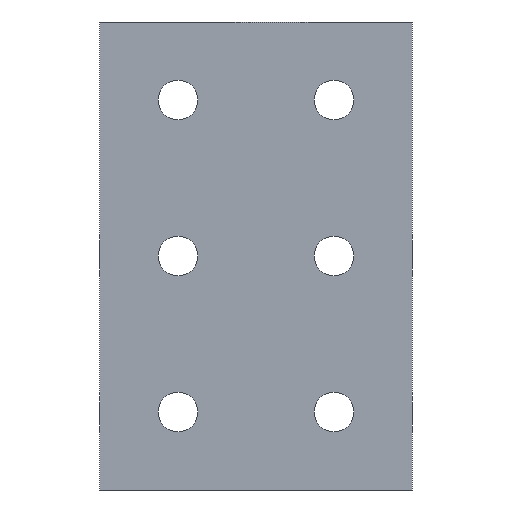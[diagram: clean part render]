
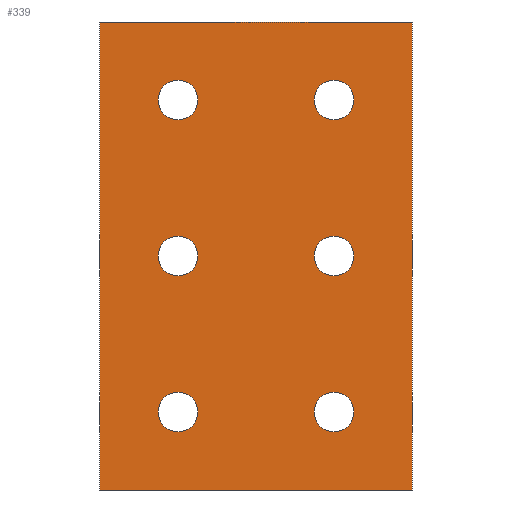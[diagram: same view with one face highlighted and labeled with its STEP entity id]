
A CAD part, left-side view. The second image highlights one B-rep face of the part: STEP entity #339.
In plain terms, the highlighted planar face has unit normal (-1, 0, 0).
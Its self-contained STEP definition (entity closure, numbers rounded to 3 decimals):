
#1 = LINE ( 'NONE', #996, #274 ) ;
#7 = DIRECTION ( 'NONE',  ( 0., 0., -1. ) ) ;
#52 = EDGE_LOOP ( 'NONE', ( #621, #386 ) ) ;
#57 = ORIENTED_EDGE ( 'NONE', *, *, #1371, .T. ) ;
#70 = ORIENTED_EDGE ( 'NONE', *, *, #779, .T. ) ;
#106 = FACE_BOUND ( 'NONE', #694, .T. ) ;
#112 = AXIS2_PLACEMENT_3D ( 'NONE', #891, #1105, #408 ) ;
#126 = CARTESIAN_POINT ( 'NONE',  ( 91., 10., -335.05 ) ) ;
#134 = EDGE_LOOP ( 'NONE', ( #472, #898, #805, #1118 ) ) ;
#137 = CARTESIAN_POINT ( 'NONE',  ( 91., 10., -292.5 ) ) ;
#147 = CIRCLE ( 'NONE', #334, 2.55 ) ;
#178 = AXIS2_PLACEMENT_3D ( 'NONE', #924, #1242, #974 ) ;
#236 = DIRECTION ( 'NONE',  ( 1., 0., 0. ) ) ;
#244 = ORIENTED_EDGE ( 'NONE', *, *, #752, .T. ) ;
#245 = CARTESIAN_POINT ( 'NONE',  ( 91., 30., -312.5 ) ) ;
#258 = CARTESIAN_POINT ( 'NONE',  ( 91., 0., -342.5 ) ) ;
#274 = VECTOR ( 'NONE', #1108, 1000. ) ;
#276 = AXIS2_PLACEMENT_3D ( 'NONE', #1218, #1336, #1112 ) ;
#277 = EDGE_LOOP ( 'NONE', ( #957, #458 ) ) ;
#281 = EDGE_CURVE ( 'NONE', #1135, #748, #1189, .T. ) ;
#325 = EDGE_CURVE ( 'NONE', #711, #993, #1162, .T. ) ;
#334 = AXIS2_PLACEMENT_3D ( 'NONE', #566, #958, #1092 ) ;
#339 = ADVANCED_FACE ( 'NONE', ( #709, #961, #842, #106, #363, #849, #1324 ), #1197, .F. ) ;
#347 = CARTESIAN_POINT ( 'NONE',  ( 91., 10., -332.5 ) ) ;
#358 = DIRECTION ( 'NONE',  ( 0., 0., -1. ) ) ;
#363 = FACE_BOUND ( 'NONE', #52, .T. ) ;
#372 = DIRECTION ( 'NONE',  ( 0., 0., -1. ) ) ;
#373 = EDGE_CURVE ( 'NONE', #1483, #753, #1465, .T. ) ;
#381 = CARTESIAN_POINT ( 'NONE',  ( 91., 30., -332.5 ) ) ;
#384 = DIRECTION ( 'NONE',  ( 1., 0., 0. ) ) ;
#386 = ORIENTED_EDGE ( 'NONE', *, *, #1397, .T. ) ;
#404 = LINE ( 'NONE', #880, #810 ) ;
#408 = DIRECTION ( 'NONE',  ( 0., 0., -1. ) ) ;
#417 = AXIS2_PLACEMENT_3D ( 'NONE', #137, #236, #372 ) ;
#419 = EDGE_CURVE ( 'NONE', #748, #689, #630, .T. ) ;
#431 = AXIS2_PLACEMENT_3D ( 'NONE', #1468, #384, #858 ) ;
#444 = CARTESIAN_POINT ( 'NONE',  ( 91., 40., -342.5 ) ) ;
#445 = AXIS2_PLACEMENT_3D ( 'NONE', #732, #1203, #611 ) ;
#458 = ORIENTED_EDGE ( 'NONE', *, *, #1497, .T. ) ;
#472 = ORIENTED_EDGE ( 'NONE', *, *, #419, .T. ) ;
#473 = DIRECTION ( 'NONE',  ( 0., -1., 0. ) ) ;
#486 = CARTESIAN_POINT ( 'NONE',  ( 91., 30., -292.5 ) ) ;
#497 = DIRECTION ( 'NONE',  ( 0., 0., -1. ) ) ;
#505 = EDGE_CURVE ( 'NONE', #935, #516, #959, .T. ) ;
#510 = CARTESIAN_POINT ( 'NONE',  ( 91., 30., -329.95 ) ) ;
#515 = CARTESIAN_POINT ( 'NONE',  ( 91., 30., -335.05 ) ) ;
#516 = VERTEX_POINT ( 'NONE', #126 ) ;
#518 = VECTOR ( 'NONE', #473, 1000. ) ;
#555 = AXIS2_PLACEMENT_3D ( 'NONE', #1045, #1086, #497 ) ;
#566 = CARTESIAN_POINT ( 'NONE',  ( 91., 30., -292.5 ) ) ;
#577 = CARTESIAN_POINT ( 'NONE',  ( 91., 40., -282.5 ) ) ;
#579 = DIRECTION ( 'NONE',  ( 1., 0., 0. ) ) ;
#611 = DIRECTION ( 'NONE',  ( 0., 0., -1. ) ) ;
#612 = AXIS2_PLACEMENT_3D ( 'NONE', #973, #1326, #1005 ) ;
#621 = ORIENTED_EDGE ( 'NONE', *, *, #1469, .T. ) ;
#630 = LINE ( 'NONE', #874, #764 ) ;
#637 = VERTEX_POINT ( 'NONE', #1421 ) ;
#643 = CARTESIAN_POINT ( 'NONE',  ( 91., 30., -309.95 ) ) ;
#689 = VERTEX_POINT ( 'NONE', #870 ) ;
#694 = EDGE_LOOP ( 'NONE', ( #1322, #1173 ) ) ;
#696 = DIRECTION ( 'NONE',  ( 0., 0., -1. ) ) ;
#709 = FACE_BOUND ( 'NONE', #852, .T. ) ;
#711 = VERTEX_POINT ( 'NONE', #1460 ) ;
#725 = VERTEX_POINT ( 'NONE', #643 ) ;
#732 = CARTESIAN_POINT ( 'NONE',  ( 91., 40., -342.5 ) ) ;
#746 = CARTESIAN_POINT ( 'NONE',  ( 91., 30., -295.05 ) ) ;
#748 = VERTEX_POINT ( 'NONE', #258 ) ;
#752 = EDGE_CURVE ( 'NONE', #1489, #725, #1311, .T. ) ;
#753 = VERTEX_POINT ( 'NONE', #515 ) ;
#754 = CIRCLE ( 'NONE', #178, 2.55 ) ;
#764 = VECTOR ( 'NONE', #1098, 1000. ) ;
#766 = DIRECTION ( 'NONE',  ( 0., -1., 0. ) ) ;
#775 = CARTESIAN_POINT ( 'NONE',  ( 91., 30., -289.95 ) ) ;
#776 = ORIENTED_EDGE ( 'NONE', *, *, #373, .T. ) ;
#779 = EDGE_CURVE ( 'NONE', #753, #1483, #807, .T. ) ;
#805 = ORIENTED_EDGE ( 'NONE', *, *, #984, .F. ) ;
#807 = CIRCLE ( 'NONE', #977, 2.55 ) ;
#810 = VECTOR ( 'NONE', #766, 1000. ) ;
#819 = AXIS2_PLACEMENT_3D ( 'NONE', #347, #579, #696 ) ;
#842 = FACE_BOUND ( 'NONE', #1359, .T. ) ;
#849 = FACE_BOUND ( 'NONE', #277, .T. ) ;
#852 = EDGE_LOOP ( 'NONE', ( #1306, #244 ) ) ;
#857 = DIRECTION ( 'NONE',  ( 0., 0., -1. ) ) ;
#858 = DIRECTION ( 'NONE',  ( 0., 0., -1. ) ) ;
#870 = CARTESIAN_POINT ( 'NONE',  ( 91., 0., -282.5 ) ) ;
#874 = CARTESIAN_POINT ( 'NONE',  ( 91., 0., -342.5 ) ) ;
#880 = CARTESIAN_POINT ( 'NONE',  ( 91., 40., -282.5 ) ) ;
#891 = CARTESIAN_POINT ( 'NONE',  ( 91., 30., -332.5 ) ) ;
#898 = ORIENTED_EDGE ( 'NONE', *, *, #1514, .F. ) ;
#923 = EDGE_CURVE ( 'NONE', #725, #1489, #947, .T. ) ;
#924 = CARTESIAN_POINT ( 'NONE',  ( 91., 10., -312.5 ) ) ;
#935 = VERTEX_POINT ( 'NONE', #1425 ) ;
#947 = CIRCLE ( 'NONE', #1220, 2.55 ) ;
#957 = ORIENTED_EDGE ( 'NONE', *, *, #505, .T. ) ;
#958 = DIRECTION ( 'NONE',  ( 1., 0., 0. ) ) ;
#959 = CIRCLE ( 'NONE', #819, 2.55 ) ;
#961 = FACE_BOUND ( 'NONE', #1160, .T. ) ;
#966 = VERTEX_POINT ( 'NONE', #577 ) ;
#973 = CARTESIAN_POINT ( 'NONE',  ( 91., 30., -312.5 ) ) ;
#974 = DIRECTION ( 'NONE',  ( 0., 0., -1. ) ) ;
#977 = AXIS2_PLACEMENT_3D ( 'NONE', #381, #1467, #857 ) ;
#984 = EDGE_CURVE ( 'NONE', #1135, #966, #1, .T. ) ;
#986 = CARTESIAN_POINT ( 'NONE',  ( 91., 30., -315.05 ) ) ;
#993 = VERTEX_POINT ( 'NONE', #1451 ) ;
#996 = CARTESIAN_POINT ( 'NONE',  ( 91., 40., -342.5 ) ) ;
#1005 = DIRECTION ( 'NONE',  ( 0., 0., -1. ) ) ;
#1030 = VERTEX_POINT ( 'NONE', #1100 ) ;
#1035 = VERTEX_POINT ( 'NONE', #746 ) ;
#1045 = CARTESIAN_POINT ( 'NONE',  ( 91., 10., -292.5 ) ) ;
#1057 = AXIS2_PLACEMENT_3D ( 'NONE', #486, #1455, #7 ) ;
#1086 = DIRECTION ( 'NONE',  ( 1., 0., 0. ) ) ;
#1092 = DIRECTION ( 'NONE',  ( 0., 0., -1. ) ) ;
#1098 = DIRECTION ( 'NONE',  ( 0., 0., 1. ) ) ;
#1100 = CARTESIAN_POINT ( 'NONE',  ( 91., 10., -315.05 ) ) ;
#1105 = DIRECTION ( 'NONE',  ( 1., 0., 0. ) ) ;
#1108 = DIRECTION ( 'NONE',  ( 0., 0., 1. ) ) ;
#1112 = DIRECTION ( 'NONE',  ( 0., 0., -1. ) ) ;
#1118 = ORIENTED_EDGE ( 'NONE', *, *, #281, .T. ) ;
#1135 = VERTEX_POINT ( 'NONE', #444 ) ;
#1151 = ORIENTED_EDGE ( 'NONE', *, *, #1298, .T. ) ;
#1160 = EDGE_LOOP ( 'NONE', ( #1151, #57 ) ) ;
#1162 = CIRCLE ( 'NONE', #417, 2.55 ) ;
#1173 = ORIENTED_EDGE ( 'NONE', *, *, #325, .T. ) ;
#1189 = LINE ( 'NONE', #1556, #518 ) ;
#1197 = PLANE ( 'NONE',  #445 ) ;
#1203 = DIRECTION ( 'NONE',  ( 1., 0., 0. ) ) ;
#1218 = CARTESIAN_POINT ( 'NONE',  ( 91., 10., -332.5 ) ) ;
#1220 = AXIS2_PLACEMENT_3D ( 'NONE', #245, #1293, #358 ) ;
#1242 = DIRECTION ( 'NONE',  ( 1., 0., 0. ) ) ;
#1251 = VERTEX_POINT ( 'NONE', #775 ) ;
#1275 = CIRCLE ( 'NONE', #431, 2.55 ) ;
#1293 = DIRECTION ( 'NONE',  ( 1., 0., 0. ) ) ;
#1298 = EDGE_CURVE ( 'NONE', #1251, #1035, #147, .T. ) ;
#1305 = CIRCLE ( 'NONE', #276, 2.55 ) ;
#1306 = ORIENTED_EDGE ( 'NONE', *, *, #923, .T. ) ;
#1311 = CIRCLE ( 'NONE', #612, 2.55 ) ;
#1322 = ORIENTED_EDGE ( 'NONE', *, *, #1354, .T. ) ;
#1324 = FACE_OUTER_BOUND ( 'NONE', #134, .T. ) ;
#1326 = DIRECTION ( 'NONE',  ( 1., 0., 0. ) ) ;
#1330 = CIRCLE ( 'NONE', #555, 2.55 ) ;
#1336 = DIRECTION ( 'NONE',  ( 1., 0., 0. ) ) ;
#1354 = EDGE_CURVE ( 'NONE', #993, #711, #1330, .T. ) ;
#1356 = CIRCLE ( 'NONE', #1057, 2.55 ) ;
#1359 = EDGE_LOOP ( 'NONE', ( #776, #70 ) ) ;
#1371 = EDGE_CURVE ( 'NONE', #1035, #1251, #1356, .T. ) ;
#1397 = EDGE_CURVE ( 'NONE', #1030, #637, #754, .T. ) ;
#1421 = CARTESIAN_POINT ( 'NONE',  ( 91., 10., -309.95 ) ) ;
#1425 = CARTESIAN_POINT ( 'NONE',  ( 91., 10., -329.95 ) ) ;
#1451 = CARTESIAN_POINT ( 'NONE',  ( 91., 10., -289.95 ) ) ;
#1455 = DIRECTION ( 'NONE',  ( 1., 0., 0. ) ) ;
#1460 = CARTESIAN_POINT ( 'NONE',  ( 91., 10., -295.05 ) ) ;
#1465 = CIRCLE ( 'NONE', #112, 2.55 ) ;
#1467 = DIRECTION ( 'NONE',  ( 1., 0., 0. ) ) ;
#1468 = CARTESIAN_POINT ( 'NONE',  ( 91., 10., -312.5 ) ) ;
#1469 = EDGE_CURVE ( 'NONE', #637, #1030, #1275, .T. ) ;
#1483 = VERTEX_POINT ( 'NONE', #510 ) ;
#1489 = VERTEX_POINT ( 'NONE', #986 ) ;
#1497 = EDGE_CURVE ( 'NONE', #516, #935, #1305, .T. ) ;
#1514 = EDGE_CURVE ( 'NONE', #966, #689, #404, .T. ) ;
#1556 = CARTESIAN_POINT ( 'NONE',  ( 91., 40., -342.5 ) ) ;
